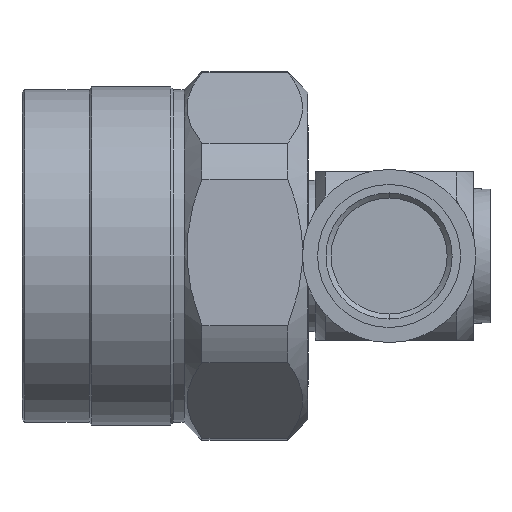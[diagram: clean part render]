
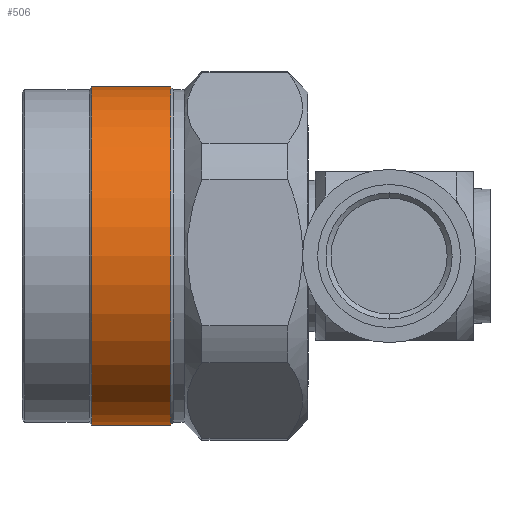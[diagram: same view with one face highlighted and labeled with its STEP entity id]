
A CAD part, left-side view. The second image highlights one B-rep face of the part: STEP entity #506.
In plain terms, the highlighted cylindrical face has radius 10.05 mm (diameter 20.1 mm), a partial arc.
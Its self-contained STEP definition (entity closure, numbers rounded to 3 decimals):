
#122 = DIRECTION ( 'NONE',  ( 0., -1., 0. ) ) ;
#150 = CARTESIAN_POINT ( 'NONE',  ( 0., -4.15, -10.05 ) ) ;
#414 = ORIENTED_EDGE ( 'NONE', *, *, #3729, .T. ) ;
#441 = LINE ( 'NONE', #3354, #4613 ) ;
#506 = ADVANCED_FACE ( 'NONE', ( #1179 ), #4097, .T. ) ;
#532 = ORIENTED_EDGE ( 'NONE', *, *, #2379, .F. ) ;
#822 = AXIS2_PLACEMENT_3D ( 'NONE', #4143, #122, #4939 ) ;
#1179 = FACE_OUTER_BOUND ( 'NONE', #1258, .T. ) ;
#1258 = EDGE_LOOP ( 'NONE', ( #1823, #532, #1867, #414 ) ) ;
#1338 = VERTEX_POINT ( 'NONE', #150 ) ;
#1585 = CARTESIAN_POINT ( 'NONE',  ( 0., -4.15, 10.05 ) ) ;
#1698 = VERTEX_POINT ( 'NONE', #1585 ) ;
#1770 = CARTESIAN_POINT ( 'NONE',  ( 0., -8.85, -10.05 ) ) ;
#1823 = ORIENTED_EDGE ( 'NONE', *, *, #2600, .F. ) ;
#1867 = ORIENTED_EDGE ( 'NONE', *, *, #2327, .T. ) ;
#2021 = CIRCLE ( 'NONE', #2718, 10.05 ) ;
#2263 = AXIS2_PLACEMENT_3D ( 'NONE', #2849, #4109, #2900 ) ;
#2327 = EDGE_CURVE ( 'NONE', #1338, #4020, #3100, .T. ) ;
#2379 = EDGE_CURVE ( 'NONE', #1338, #1698, #2021, .T. ) ;
#2399 = DIRECTION ( 'NONE',  ( 0., -1., 0. ) ) ;
#2416 = DIRECTION ( 'NONE',  ( 0., 0., -1. ) ) ;
#2429 = CARTESIAN_POINT ( 'NONE',  ( 0., -36.074, -10.05 ) ) ;
#2600 = EDGE_CURVE ( 'NONE', #1698, #3316, #441, .T. ) ;
#2718 = AXIS2_PLACEMENT_3D ( 'NONE', #4820, #4863, #2416 ) ;
#2849 = CARTESIAN_POINT ( 'NONE',  ( 0., -8.85, 0. ) ) ;
#2900 = DIRECTION ( 'NONE',  ( 0., 0., -1. ) ) ;
#2984 = DIRECTION ( 'NONE',  ( 0., -1., 0. ) ) ;
#3100 = LINE ( 'NONE', #2429, #4053 ) ;
#3316 = VERTEX_POINT ( 'NONE', #5236 ) ;
#3354 = CARTESIAN_POINT ( 'NONE',  ( 0., -36.074, 10.05 ) ) ;
#3729 = EDGE_CURVE ( 'NONE', #4020, #3316, #3739, .T. ) ;
#3739 = CIRCLE ( 'NONE', #2263, 10.05 ) ;
#4020 = VERTEX_POINT ( 'NONE', #1770 ) ;
#4053 = VECTOR ( 'NONE', #2399, 1000. ) ;
#4097 = CYLINDRICAL_SURFACE ( 'NONE', #822, 10.05 ) ;
#4109 = DIRECTION ( 'NONE',  ( 0., 1., 0. ) ) ;
#4143 = CARTESIAN_POINT ( 'NONE',  ( 0., -36.074, 0. ) ) ;
#4613 = VECTOR ( 'NONE', #2984, 1000. ) ;
#4820 = CARTESIAN_POINT ( 'NONE',  ( 0., -4.15, 0. ) ) ;
#4863 = DIRECTION ( 'NONE',  ( 0., 1., 0. ) ) ;
#4939 = DIRECTION ( 'NONE',  ( 0., 0., -1. ) ) ;
#5236 = CARTESIAN_POINT ( 'NONE',  ( 0., -8.85, 10.05 ) ) ;
